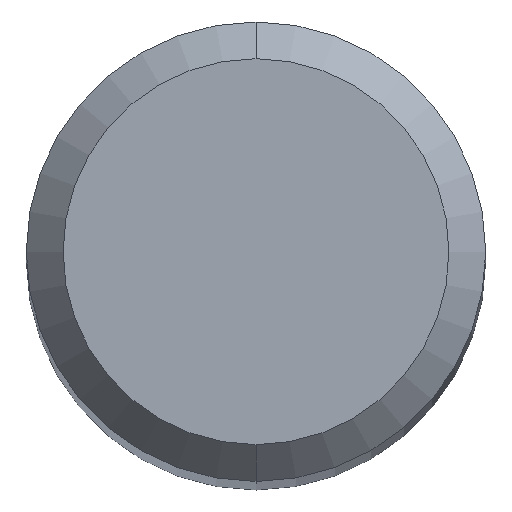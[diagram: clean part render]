
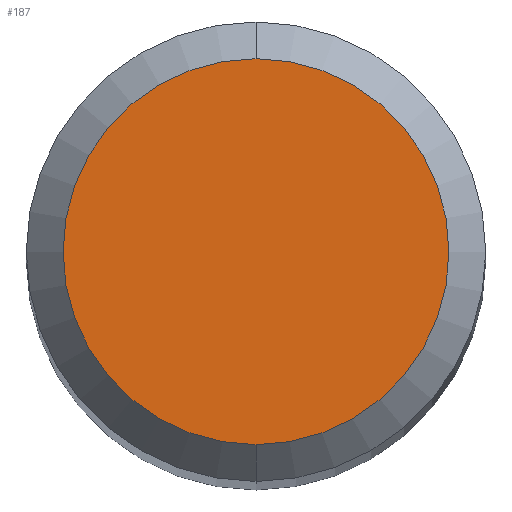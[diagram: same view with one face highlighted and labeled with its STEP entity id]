
A CAD part, top view. The second image highlights one B-rep face of the part: STEP entity #187.
In plain terms, the highlighted planar face has unit normal (0, 0, 1).
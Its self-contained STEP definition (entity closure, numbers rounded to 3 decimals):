
#187=ADVANCED_FACE('',(#497),#498,.T.);
#275=VERTEX_POINT('',#596);
#303=EDGE_CURVE('',#275,#437,#627,.T.);
#431=EDGE_CURVE('',#437,#275,#766,.T.);
#437=VERTEX_POINT('',#772);
#497=FACE_OUTER_BOUND('',#828,.T.);
#498=PLANE('',#829);
#596=CARTESIAN_POINT('',(0.,-2.1,0.0));
#627=CIRCLE('',#1059,2.1);
#766=CIRCLE('',#1357,2.1);
#772=CARTESIAN_POINT('',(0.0,2.1,0.0));
#828=EDGE_LOOP('',(#1471,#1472));
#829=AXIS2_PLACEMENT_3D('',#1473,#1474,#1475);
#1059=AXIS2_PLACEMENT_3D('',#1613,#1614,#1615);
#1357=AXIS2_PLACEMENT_3D('',#1765,#1766,#1767);
#1471=ORIENTED_EDGE('',*,*,#431,.F.);
#1472=ORIENTED_EDGE('',*,*,#303,.F.);
#1473=CARTESIAN_POINT('',(0.0,1.05,0.0));
#1474=DIRECTION('',(-0.0,0.0,1.0));
#1475=DIRECTION('',(0.0,-1.0,0.0));
#1613=CARTESIAN_POINT('',(0.0,0.0,0.0));
#1614=DIRECTION('',(0.0,0.0,-1.0));
#1615=DIRECTION('',(0.0,1.0,0.0));
#1765=CARTESIAN_POINT('',(0.0,0.0,0.0));
#1766=DIRECTION('',(0.0,0.0,-1.0));
#1767=DIRECTION('',(0.0,1.0,0.0));
